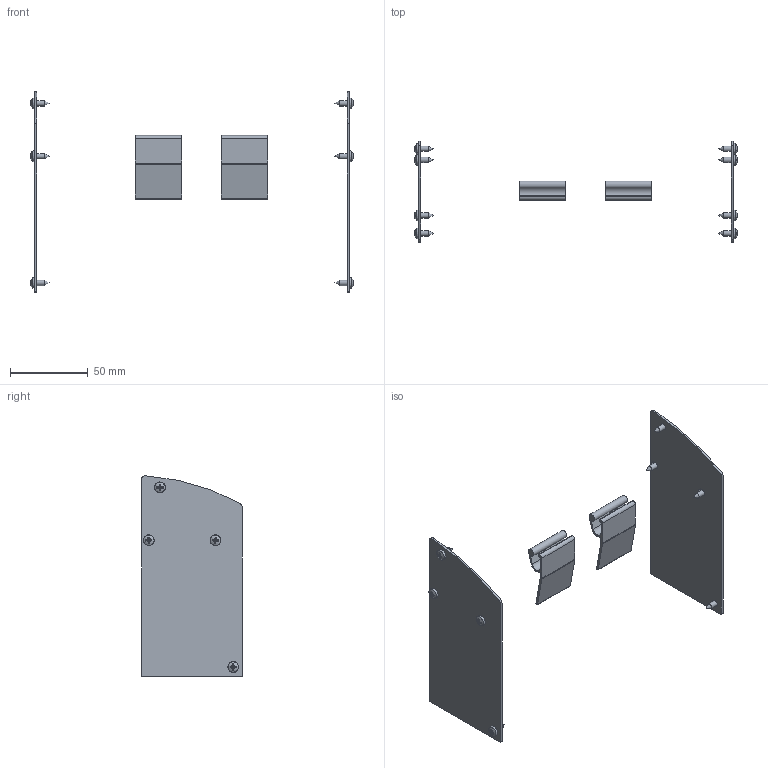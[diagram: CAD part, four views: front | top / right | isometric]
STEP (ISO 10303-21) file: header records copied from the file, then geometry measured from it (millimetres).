
FILE_DESCRIPTION(/* description */ (''),/* implementation_level */ '2;1');
FILE_NAME(/* name */ '11266L.stp',/* time_stamp */ '2022-10-27T09:23:01+02:00',/* author */ ('Giuliano'),/* organization */ (''),/* preprocessor_version */ 'ST-DEVELOPER v18.1',/* originating_system */ 'Autodesk Inventor 2021',/* authorisation */ '');
FILE_SCHEMA (('AUTOMOTIVE_DESIGN { 1 0 10303 214 3 1 1 }'));
Length unit declared in the file: millimetre
Products named in the file (4): Ensemble1; 25919; ISO 7049 - ST 3,5 x 9,5 - C - Z; 25866
Assembly tree (12 placements, depth 2):
  Ensemble1
    25866  x2
    25919  x2
    ISO 7049 - ST 3,5 x 9,5 - C - Z  x8
Bounding box: 208.09 x 65.1 x 129.29 mm (x, y, z)
Volume: 30899.4 mm3; surface area: 42812.1 mm2
Topology: 12 solids, 12 shells, 384 faces, 1040 edges, 680 vertices
Faces by surface type: plane 172, cone 120, cylinder 52, torus 32, sphere 8
Full cylindrical faces by diameter (mm): 3.5 x8, 4.5 x4
Entity records: 2971 total; most frequent: CARTESIAN_POINT 786, DIRECTION 438, ORIENTED_EDGE 418, EDGE_CURVE 209, AXIS2_PLACEMENT_3D 179, VERTEX_POINT 139, EDGE_LOOP 88, LINE 80
